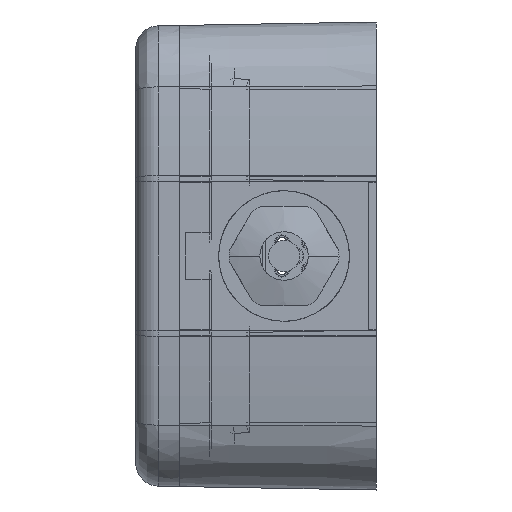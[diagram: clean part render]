
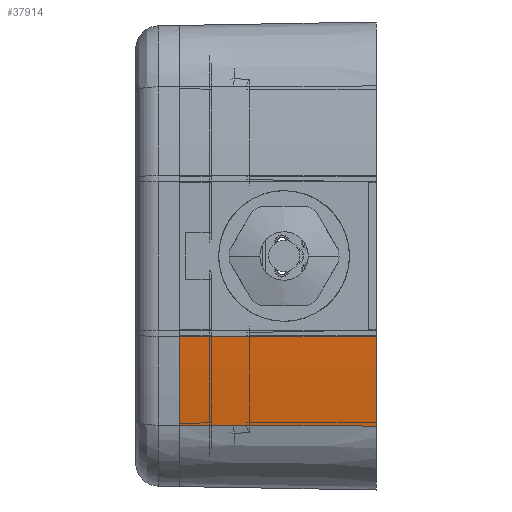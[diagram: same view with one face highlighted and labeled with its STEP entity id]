
A CAD part, left-side view. The second image highlights one B-rep face of the part: STEP entity #37914.
In plain terms, the highlighted conical face has half-angle 1 degrees and reference radius 135.223 mm.
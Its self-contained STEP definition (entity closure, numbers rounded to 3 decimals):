
#4969=CARTESIAN_POINT('',(-184.376,-19.,0.));
#4970=DIRECTION('',(0.,-1.,0.));
#4971=DIRECTION('',(-0.997,0.,-0.077));
#4972=AXIS2_PLACEMENT_3D('',#4969,#4970,#4971);
#8417=CARTESIAN_POINT('',(-184.376,6.6,0.));
#8418=DIRECTION('',(0.,1.,0.));
#8419=DIRECTION('',(-0.987,0.,-0.163));
#8420=AXIS2_PLACEMENT_3D('',#8417,#8418,#8419);
#8634=DIRECTION('',(-0.017,-1.,-0.003));
#8635=VECTOR('',#8634,25.604);
#8636=CARTESIAN_POINT('',(-317.562,6.6,-22.052));
#8637=LINE('',#8636,#8635);
#8642=CARTESIAN_POINT('',(-318.97,6.6,-10.457));
#8643=CARTESIAN_POINT('',(-319.004,4.641,
-10.458));
#8644=CARTESIAN_POINT('',(-319.074,0.661,
-10.46));
#8645=CARTESIAN_POINT('',(-319.18,-5.431,
-10.464));
#8646=CARTESIAN_POINT('',(-319.292,-11.849,
-10.468));
#8647=CARTESIAN_POINT('',(-319.374,-16.557,-10.471));
#8648=CARTESIAN_POINT('',(-319.417,-19.,-10.473));
#26512=CARTESIAN_POINT('',(-319.417,-19.,-10.473));
#26513=CARTESIAN_POINT('',(-318.003,-19.,-22.125));
#26514=VERTEX_POINT('',#26512);
#26515=VERTEX_POINT('',#26513);
#27882=VERTEX_POINT('',#8642);
#28964=CARTESIAN_POINT('',(-317.562,6.6,-22.052));
#28965=VERTEX_POINT('',#28964);
#37902=CARTESIAN_POINT('',(-184.376,-6.2,0.));
#37903=DIRECTION('',(0.,-1.,0.));
#37904=DIRECTION('',(-1.,0.,0.));
#37905=AXIS2_PLACEMENT_3D('',#37902,#37903,#37904);
#37906=CONICAL_SURFACE('',#37905,135.223,1.);
#37907=ORIENTED_EDGE('',*,*,#33512,.T.);
#37908=ORIENTED_EDGE('',*,*,#37895,.F.);
#37909=ORIENTED_EDGE('',*,*,#37643,.T.);
#37911=ORIENTED_EDGE('',*,*,#37910,.T.);
#37912=EDGE_LOOP('',(#37907,#37908,#37909,#37911));
#37913=FACE_OUTER_BOUND('',#37912,.F.);
#4973=CIRCLE('',#4972,135.447);
#8421=CIRCLE('',#8420,135.);
#8649=B_SPLINE_CURVE_WITH_KNOTS('',3,(#8642,#8643,#8644,#8645,#8646,#8647,
#8648),.UNSPECIFIED.,.F.,.F.,(4,1,1,1,4),(0.,0.25,0.5,0.75,1.),
.UNSPECIFIED.);
#33512=EDGE_CURVE('',#26514,#26515,#4973,.T.);
#37643=EDGE_CURVE('',#28965,#27882,#8421,.T.);
#37895=EDGE_CURVE('',#28965,#26515,#8637,.T.);
#37910=EDGE_CURVE('',#27882,#26514,#8649,.T.);
#37914=ADVANCED_FACE('',(#37913),#37906,.T.);
